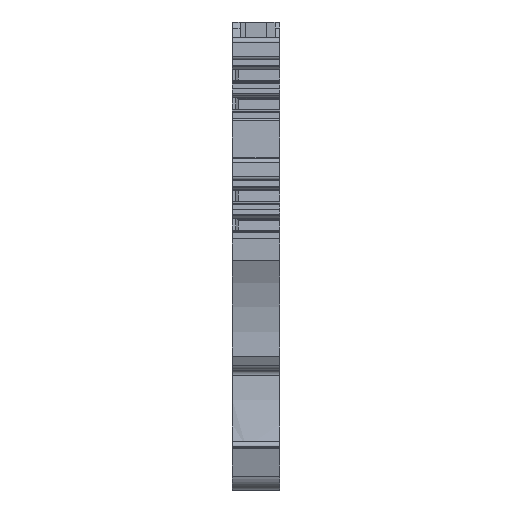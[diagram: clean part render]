
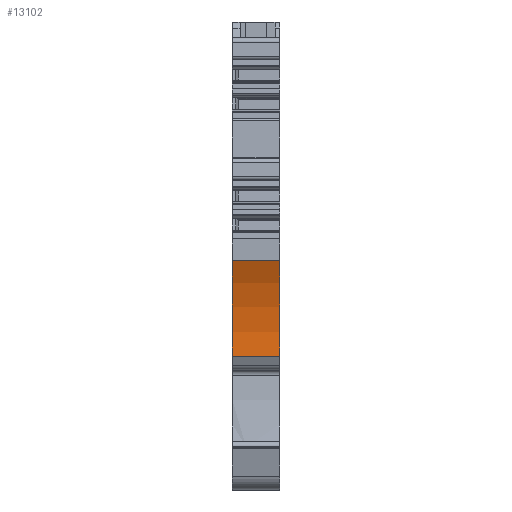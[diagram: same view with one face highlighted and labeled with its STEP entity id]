
A CAD part, front view. The second image highlights one B-rep face of the part: STEP entity #13102.
In plain terms, the highlighted cylindrical face has radius 19 mm (diameter 38 mm), a partial arc.
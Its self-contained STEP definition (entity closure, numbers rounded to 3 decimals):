
#7348=AXIS2_PLACEMENT_3D('Circle Axis2P3D',#7346,#7347,$) ;
#13082=AXIS2_PLACEMENT_3D('Cylinder Axis2P3D',#13079,#13080,#13081) ;
#13093=AXIS2_PLACEMENT_3D('Circle Axis2P3D',#13091,#13092,$) ;
#7343=CARTESIAN_POINT('Vertex',(5.1,0.,24.75)) ;
#7346=CARTESIAN_POINT('Axis2P3D Location',(5.1,-17.068,16.402)) ;
#7350=CARTESIAN_POINT('Vertex',(5.1,1.829,14.423)) ;
#13064=CARTESIAN_POINT('Vertex',(0.,0.,24.75)) ;
#13067=CARTESIAN_POINT('Line Origine',(2.55,0.,24.75)) ;
#13079=CARTESIAN_POINT('Axis2P3D Location',(2.55,-17.068,16.402)) ;
#13084=CARTESIAN_POINT('Line Origine',(5.1,1.829,14.423)) ;
#13088=CARTESIAN_POINT('Vertex',(0.,1.829,14.423)) ;
#13091=CARTESIAN_POINT('Axis2P3D Location',(0.,-17.068,16.402)) ;
#7347=DIRECTION('Axis2P3D Direction',(1.,0.,0.)) ;
#13068=DIRECTION('Vector Direction',(1.,0.,0.)) ;
#13080=DIRECTION('Axis2P3D Direction',(1.,0.,0.)) ;
#13081=DIRECTION('Axis2P3D XDirection',(0.,0.988,-0.154)) ;
#13085=DIRECTION('Vector Direction',(1.,0.,0.)) ;
#13092=DIRECTION('Axis2P3D Direction',(1.,0.,0.)) ;
#13069=VECTOR('Line Direction',#13068,1.) ;
#13086=VECTOR('Line Direction',#13085,1.) ;
#13097=ORIENTED_EDGE('',*,*,#13090,.T.) ;
#13098=ORIENTED_EDGE('',*,*,#7352,.F.) ;
#13099=ORIENTED_EDGE('',*,*,#13071,.F.) ;
#13100=ORIENTED_EDGE('',*,*,#13095,.T.) ;
#13102=ADVANCED_FACE('KLTR-ZDK2-5_3AN_DU-PE',(#13101),#13083,.F.) ;
#7349=CIRCLE('generated circle',#7348,19.) ;
#13094=CIRCLE('generated circle',#13093,19.) ;
#13083=CYLINDRICAL_SURFACE('generated cylinder',#13082,19.) ;
#7352=EDGE_CURVE('',#7344,#7351,#7349,.F.) ;
#13071=EDGE_CURVE('',#13065,#7344,#13070,.T.) ;
#13090=EDGE_CURVE('',#13089,#7351,#13087,.T.) ;
#13095=EDGE_CURVE('',#13065,#13089,#13094,.F.) ;
#13096=EDGE_LOOP('',(#13097,#13098,#13099,#13100)) ;
#13101=FACE_OUTER_BOUND('',#13096,.T.) ;
#13070=LINE('Line',#13067,#13069) ;
#13087=LINE('Line',#13084,#13086) ;
#7344=VERTEX_POINT('',#7343) ;
#7351=VERTEX_POINT('',#7350) ;
#13065=VERTEX_POINT('',#13064) ;
#13089=VERTEX_POINT('',#13088) ;
